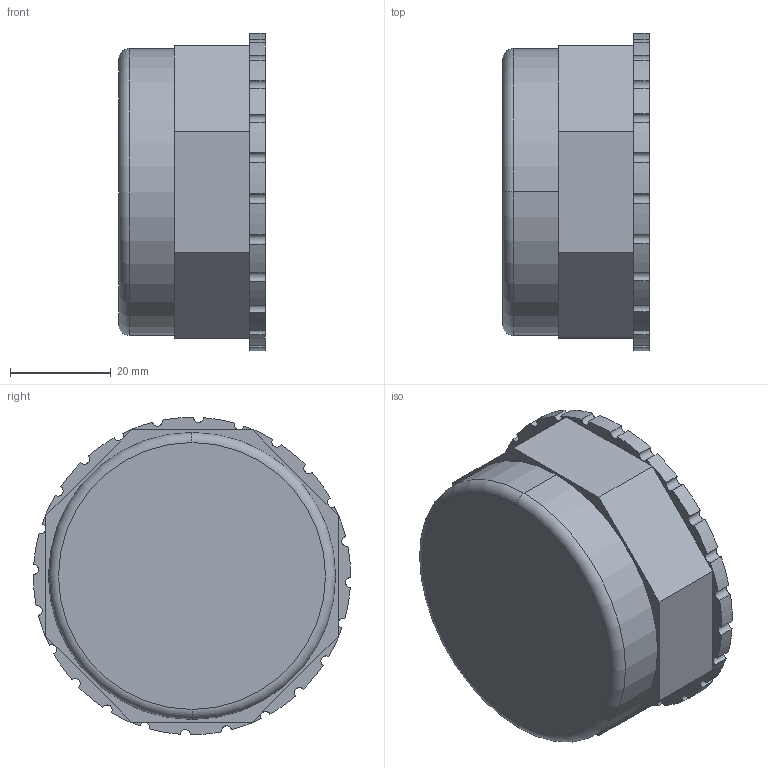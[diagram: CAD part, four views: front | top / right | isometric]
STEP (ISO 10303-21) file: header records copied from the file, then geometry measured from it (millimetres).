
FILE_DESCRIPTION (( 'STEP AP203' ), '1' );
FILE_NAME ('00180_1111.STEP', '2017-05-12T14:30:56', ( '' ), ( '' ), 'SwSTEP 2.0', 'SolidWorks 2011', '' );
FILE_SCHEMA (( 'CONFIG_CONTROL_DESIGN' ));
Length unit declared in the file: millimetre
Products named in the file (1): 00180_1111
Bounding box: 29 x 63 x 63 mm (x, y, z)
Volume: 41610 mm3; surface area: 16663.5 mm2
Topology: 1 solids, 1 shells, 109 faces, 309 edges, 203 vertices
Faces by surface type: cylinder 81, plane 13, torus 7, bspline 5, cone 3
Entity records: 7898 total; most frequent: CARTESIAN_POINT 5025, ORIENTED_EDGE 614, DIRECTION 607, EDGE_CURVE 307, AXIS2_PLACEMENT_3D 250, VERTEX_POINT 203, CIRCLE 145, EDGE_LOOP 112
